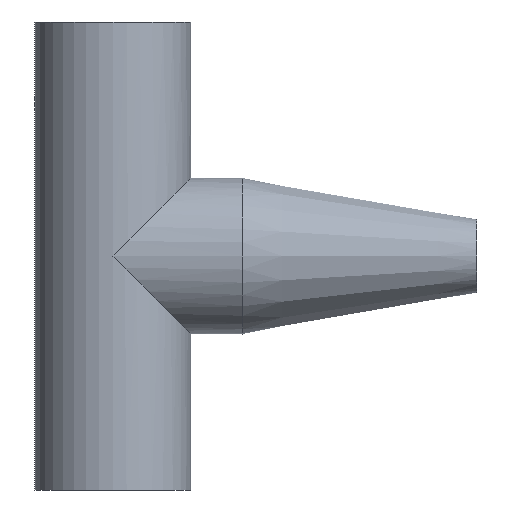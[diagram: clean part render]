
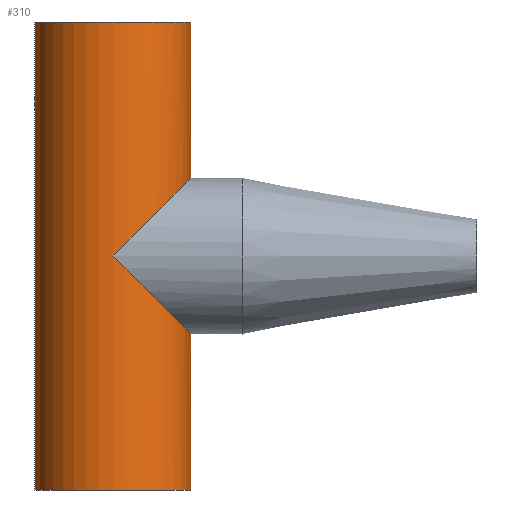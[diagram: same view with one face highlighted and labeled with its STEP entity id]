
A CAD part, front view. The second image highlights one B-rep face of the part: STEP entity #310.
In plain terms, the highlighted cylindrical face has radius 30 mm (diameter 60 mm), a full revolution.
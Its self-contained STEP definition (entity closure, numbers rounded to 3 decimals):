
#16=ELLIPSE('',#356,42.426,30.);
#17=ELLIPSE('',#357,42.426,30.);
#43=FACE_OUTER_BOUND('',#64,.T.);
#64=EDGE_LOOP('',(#266,#267,#268,#269,#270,#271,#272,#273,#274,#275,#276));
#80=LINE('',#494,#105);
#91=LINE('',#533,#116);
#92=LINE('',#535,#117);
#105=VECTOR('',#393,10.);
#116=VECTOR('',#438,30.);
#117=VECTOR('',#439,30.);
#130=CIRCLE('',#350,30.);
#131=CIRCLE('',#352,30.);
#132=CIRCLE('',#354,30.);
#133=CIRCLE('',#355,30.);
#147=VERTEX_POINT('',#491);
#148=VERTEX_POINT('',#493);
#157=VERTEX_POINT('',#523);
#158=VERTEX_POINT('',#527);
#159=VERTEX_POINT('',#531);
#160=VERTEX_POINT('',#534);
#161=VERTEX_POINT('',#537);
#178=EDGE_CURVE('',#147,#148,#80,.T.);
#194=EDGE_CURVE('',#147,#157,#130,.T.);
#196=EDGE_CURVE('',#158,#148,#131,.T.);
#197=EDGE_CURVE('',#159,#159,#132,.T.);
#198=EDGE_CURVE('',#159,#148,#91,.T.);
#199=EDGE_CURVE('',#147,#160,#92,.T.);
#200=EDGE_CURVE('',#160,#160,#133,.T.);
#201=EDGE_CURVE('',#161,#157,#16,.F.);
#202=EDGE_CURVE('',#158,#161,#17,.F.);
#266=ORIENTED_EDGE('',*,*,#197,.F.);
#267=ORIENTED_EDGE('',*,*,#198,.T.);
#268=ORIENTED_EDGE('',*,*,#178,.F.);
#269=ORIENTED_EDGE('',*,*,#199,.T.);
#270=ORIENTED_EDGE('',*,*,#200,.F.);
#271=ORIENTED_EDGE('',*,*,#199,.F.);
#272=ORIENTED_EDGE('',*,*,#194,.T.);
#273=ORIENTED_EDGE('',*,*,#201,.F.);
#274=ORIENTED_EDGE('',*,*,#202,.F.);
#275=ORIENTED_EDGE('',*,*,#196,.T.);
#276=ORIENTED_EDGE('',*,*,#198,.F.);
#297=CYLINDRICAL_SURFACE('',#353,30.);
#310=ADVANCED_FACE('',(#43),#297,.T.);
#350=AXIS2_PLACEMENT_3D('',#525,#427,#428);
#352=AXIS2_PLACEMENT_3D('',#529,#432,#433);
#353=AXIS2_PLACEMENT_3D('',#530,#434,#435);
#354=AXIS2_PLACEMENT_3D('',#532,#436,#437);
#355=AXIS2_PLACEMENT_3D('',#536,#440,#441);
#356=AXIS2_PLACEMENT_3D('',#538,#442,#443);
#357=AXIS2_PLACEMENT_3D('',#539,#444,#445);
#393=DIRECTION('',(0.,0.,1.));
#427=DIRECTION('center_axis',(0.,0.,-1.));
#428=DIRECTION('ref_axis',(1.,0.,0.));
#432=DIRECTION('center_axis',(0.,0.,1.));
#433=DIRECTION('ref_axis',(1.,0.,0.));
#434=DIRECTION('center_axis',(0.,0.,1.));
#435=DIRECTION('ref_axis',(1.,0.,0.));
#436=DIRECTION('center_axis',(0.,0.,1.));
#437=DIRECTION('ref_axis',(1.,0.,0.));
#438=DIRECTION('',(0.,0.,-1.));
#439=DIRECTION('',(0.,0.,-1.));
#440=DIRECTION('center_axis',(0.,0.,-1.));
#441=DIRECTION('ref_axis',(1.,0.,0.));
#442=DIRECTION('center_axis',(-0.707,0.,-0.707));
#443=DIRECTION('ref_axis',(-0.707,0.,0.707));
#444=DIRECTION('center_axis',(-0.707,0.,0.707));
#445=DIRECTION('ref_axis',(0.707,0.,0.707));
#491=CARTESIAN_POINT('',(-237.8,740.,183.2));
#493=CARTESIAN_POINT('',(-237.8,740.,223.2));
#494=CARTESIAN_POINT('',(-237.8,740.,203.2));
#523=CARTESIAN_POINT('',(-187.8,762.361,183.2));
#525=CARTESIAN_POINT('Origin',(-207.8,740.,183.2));
#527=CARTESIAN_POINT('',(-187.8,762.361,223.2));
#529=CARTESIAN_POINT('Origin',(-207.8,740.,223.2));
#530=CARTESIAN_POINT('Origin',(-207.8,740.,203.2));
#531=CARTESIAN_POINT('',(-237.8,740.,293.2));
#532=CARTESIAN_POINT('Origin',(-207.8,740.,293.2));
#533=CARTESIAN_POINT('',(-237.8,740.,203.2));
#534=CARTESIAN_POINT('',(-237.8,740.,113.2));
#535=CARTESIAN_POINT('',(-237.8,740.,203.2));
#536=CARTESIAN_POINT('Origin',(-207.8,740.,113.2));
#537=CARTESIAN_POINT('',(-207.8,710.,203.2));
#538=CARTESIAN_POINT('Origin',(-207.8,740.,203.2));
#539=CARTESIAN_POINT('Origin',(-207.8,740.,203.2));
